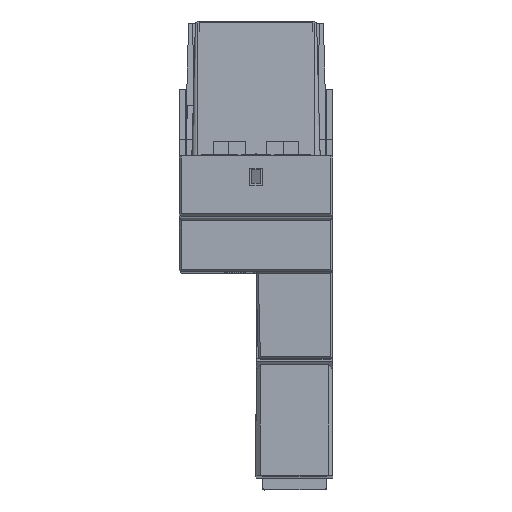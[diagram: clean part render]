
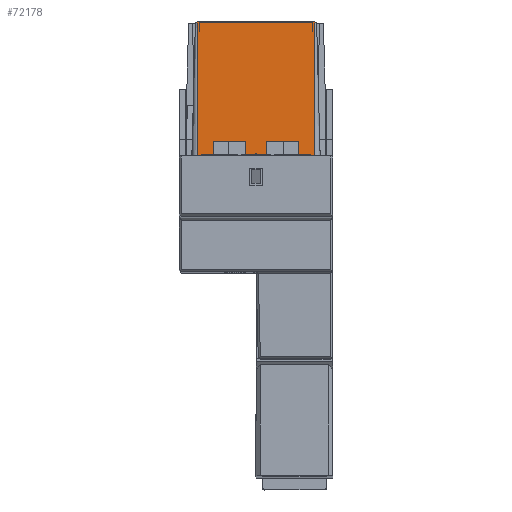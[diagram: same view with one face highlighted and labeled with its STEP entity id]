
A CAD part, top view. The second image highlights one B-rep face of the part: STEP entity #72178.
In plain terms, the highlighted face is planar.
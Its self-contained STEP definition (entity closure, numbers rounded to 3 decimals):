
#25545=DIRECTION('',(0.,0.,-1.));
#25546=VECTOR('',#25545,3.9);
#25547=CARTESIAN_POINT('',(-109.873,-27.,13.8));
#25548=LINE('',#25547,#25546);
#25552=DIRECTION('',(0.,0.,-1.));
#25553=VECTOR('',#25552,5.);
#25554=CARTESIAN_POINT('',(-109.873,-27.,2.5));
#25555=LINE('',#25554,#25553);
#25559=DIRECTION('',(0.,0.,-1.));
#25560=VECTOR('',#25559,3.9);
#25561=CARTESIAN_POINT('',(-109.873,-27.,-9.9));
#25562=LINE('',#25561,#25560);
#26821=DIRECTION('',(-0.026,1.,0.));
#26822=VECTOR('',#26821,31.411);
#26823=CARTESIAN_POINT('',(-109.05,-58.4,13.8));
#26824=LINE('',#26823,#26822);
#26935=DIRECTION('',(0.,0.,-1.));
#26936=VECTOR('',#26935,7.4);
#26937=CARTESIAN_POINT('',(-109.781,-30.5,9.9));
#26938=LINE('',#26937,#26936);
#26949=DIRECTION('',(0.026,-1.,0.));
#26950=VECTOR('',#26949,3.501);
#26951=CARTESIAN_POINT('',(-109.873,-27.,9.9));
#26952=LINE('',#26951,#26950);
#26977=DIRECTION('',(0.,0.,-1.));
#26978=VECTOR('',#26977,27.6);
#26979=CARTESIAN_POINT('',(-109.05,-58.4,13.8));
#26980=LINE('',#26979,#26978);
#26984=DIRECTION('',(0.026,-1.,0.));
#26985=VECTOR('',#26984,31.411);
#26986=CARTESIAN_POINT('',(-109.873,-27.,-13.8));
#26987=LINE('',#26986,#26985);
#27089=DIRECTION('',(-0.026,1.,0.));
#27090=VECTOR('',#27089,3.501);
#27091=CARTESIAN_POINT('',(-109.781,-30.5,-9.9));
#27092=LINE('',#27091,#27090);
#27110=DIRECTION('',(0.,0.,-1.));
#27111=VECTOR('',#27110,7.4);
#27112=CARTESIAN_POINT('',(-109.781,-30.5,-2.5));
#27113=LINE('',#27112,#27111);
#27124=DIRECTION('',(0.026,-1.,0.));
#27125=VECTOR('',#27124,3.501);
#27126=CARTESIAN_POINT('',(-109.873,-27.,-2.5));
#27127=LINE('',#27126,#27125);
#27201=DIRECTION('',(-0.026,1.,0.));
#27202=VECTOR('',#27201,3.501);
#27203=CARTESIAN_POINT('',(-109.781,-30.5,2.5));
#27204=LINE('',#27203,#27202);
#41409=CARTESIAN_POINT('',(-109.873,-27.,13.8));
#41410=VERTEX_POINT('',#41409);
#41411=CARTESIAN_POINT('',(-109.873,-27.,9.9));
#41412=VERTEX_POINT('',#41411);
#41417=CARTESIAN_POINT('',(-109.873,-27.,2.5));
#41418=VERTEX_POINT('',#41417);
#41419=CARTESIAN_POINT('',(-109.873,-27.,-2.5));
#41420=VERTEX_POINT('',#41419);
#41425=CARTESIAN_POINT('',(-109.873,-27.,-9.9));
#41426=VERTEX_POINT('',#41425);
#41427=CARTESIAN_POINT('',(-109.873,-27.,-13.8));
#41428=VERTEX_POINT('',#41427);
#41630=CARTESIAN_POINT('',(-109.05,-58.4,13.8));
#41631=VERTEX_POINT('',#41630);
#41644=CARTESIAN_POINT('',(-109.05,-58.4,-13.8));
#41645=VERTEX_POINT('',#41644);
#41654=CARTESIAN_POINT('',(-109.781,-30.5,9.9));
#41655=VERTEX_POINT('',#41654);
#41656=CARTESIAN_POINT('',(-109.781,-30.5,2.5));
#41657=VERTEX_POINT('',#41656);
#41658=CARTESIAN_POINT('',(-109.781,-30.5,-9.9));
#41659=VERTEX_POINT('',#41658);
#41660=CARTESIAN_POINT('',(-109.781,-30.5,-2.5));
#41661=VERTEX_POINT('',#41660);
#72154=CARTESIAN_POINT('',(-109.65,-35.5,15.812));
#72155=DIRECTION('',(-1.,-0.026,0.));
#72156=DIRECTION('',(0.,0.,-1.));
#72157=AXIS2_PLACEMENT_3D('',#72154,#72155,#72156);
#72158=PLANE('',#72157);
#72159=ORIENTED_EDGE('',*,*,#71962,.F.);
#72160=ORIENTED_EDGE('',*,*,#71996,.T.);
#72162=ORIENTED_EDGE('',*,*,#72161,.F.);
#72163=ORIENTED_EDGE('',*,*,#70227,.F.);
#72165=ORIENTED_EDGE('',*,*,#72164,.F.);
#72167=ORIENTED_EDGE('',*,*,#72166,.F.);
#72169=ORIENTED_EDGE('',*,*,#72168,.F.);
#72170=ORIENTED_EDGE('',*,*,#70219,.F.);
#72172=ORIENTED_EDGE('',*,*,#72171,.F.);
#72173=ORIENTED_EDGE('',*,*,#72114,.F.);
#72174=ORIENTED_EDGE('',*,*,#72134,.F.);
#72175=ORIENTED_EDGE('',*,*,#70211,.F.);
#72176=EDGE_LOOP('',(#72159,#72160,#72162,#72163,#72165,#72167,#72169,#72170,
#72172,#72173,#72174,#72175));
#72177=FACE_OUTER_BOUND('',#72176,.F.);
#70211=EDGE_CURVE('',#41410,#41412,#25548,.T.);
#70219=EDGE_CURVE('',#41418,#41420,#25555,.T.);
#70227=EDGE_CURVE('',#41426,#41428,#25562,.T.);
#71962=EDGE_CURVE('',#41631,#41410,#26824,.T.);
#71996=EDGE_CURVE('',#41631,#41645,#26980,.T.);
#72114=EDGE_CURVE('',#41655,#41657,#26938,.T.);
#72134=EDGE_CURVE('',#41412,#41655,#26952,.T.);
#72161=EDGE_CURVE('',#41428,#41645,#26987,.T.);
#72164=EDGE_CURVE('',#41659,#41426,#27092,.T.);
#72166=EDGE_CURVE('',#41661,#41659,#27113,.T.);
#72168=EDGE_CURVE('',#41420,#41661,#27127,.T.);
#72171=EDGE_CURVE('',#41657,#41418,#27204,.T.);
#72178=ADVANCED_FACE('',(#72177),#72158,.T.);
